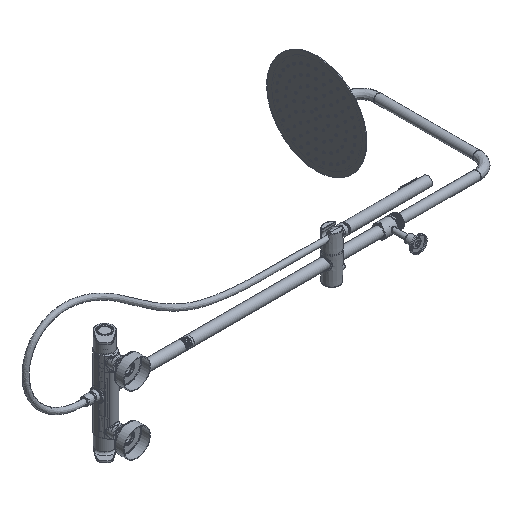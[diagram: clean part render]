
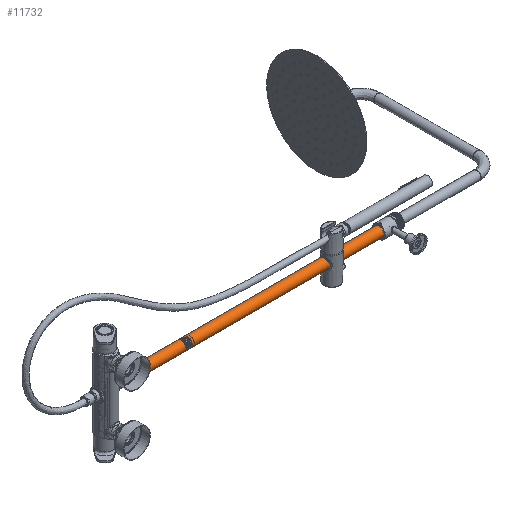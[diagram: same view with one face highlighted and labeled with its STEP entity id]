
A CAD part, isometric view. The second image highlights one B-rep face of the part: STEP entity #11732.
In plain terms, the highlighted cylindrical face has radius 12 mm (diameter 24 mm), a full revolution.
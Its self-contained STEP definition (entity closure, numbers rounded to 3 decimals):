
#1172 = CARTESIAN_POINT ( 'NONE',  ( 693.8, 0., 0. ) ) ;
#11732 = ADVANCED_FACE ( 'NONE', ( #61906, #59188 ), #70978, .T. ) ;
#12339 = CARTESIAN_POINT ( 'NONE',  ( 20.3, -4.82, -10.989 ) ) ;
#13644 = EDGE_LOOP ( 'NONE', ( #45927 ) ) ;
#14272 = ORIENTED_EDGE ( 'NONE', *, *, #36644, .T. ) ;
#14363 = DIRECTION ( 'NONE',  ( -1., 0., 0. ) ) ;
#21353 = AXIS2_PLACEMENT_3D ( 'NONE', #70298, #14363, #66405 ) ;
#22512 = DIRECTION ( 'NONE',  ( 1., 0., 0. ) ) ;
#25004 = DIRECTION ( 'NONE',  ( -1., 0., 0. ) ) ;
#29030 = EDGE_LOOP ( 'NONE', ( #14272 ) ) ;
#36644 = EDGE_CURVE ( 'NONE', #40848, #40848, #48514, .T. ) ;
#39644 = CARTESIAN_POINT ( 'NONE',  ( 20.3, 0., 0. ) ) ;
#40848 = VERTEX_POINT ( 'NONE', #12339 ) ;
#45927 = ORIENTED_EDGE ( 'NONE', *, *, #48809, .T. ) ;
#48514 = CIRCLE ( 'NONE', #56694, 12. ) ;
#48809 = EDGE_CURVE ( 'NONE', #59844, #59844, #72488, .T. ) ;
#56694 = AXIS2_PLACEMENT_3D ( 'NONE', #39644, #22512, #68940 ) ;
#57287 = AXIS2_PLACEMENT_3D ( 'NONE', #1172, #25004, #59790 ) ;
#59188 = FACE_OUTER_BOUND ( 'NONE', #29030, .T. ) ;
#59790 = DIRECTION ( 'NONE',  ( 0., -0.402, -0.916 ) ) ;
#59844 = VERTEX_POINT ( 'NONE', #71725 ) ;
#61906 = FACE_OUTER_BOUND ( 'NONE', #13644, .T. ) ;
#66405 = DIRECTION ( 'NONE',  ( 0., -0.402, -0.916 ) ) ;
#68940 = DIRECTION ( 'NONE',  ( 0., -0.402, -0.916 ) ) ;
#70298 = CARTESIAN_POINT ( 'NONE',  ( 682.85, 0., 0. ) ) ;
#70978 = CYLINDRICAL_SURFACE ( 'NONE', #21353, 12. ) ;
#71725 = CARTESIAN_POINT ( 'NONE',  ( 693.8, -4.82, -10.989 ) ) ;
#72488 = CIRCLE ( 'NONE', #57287, 12. ) ;
